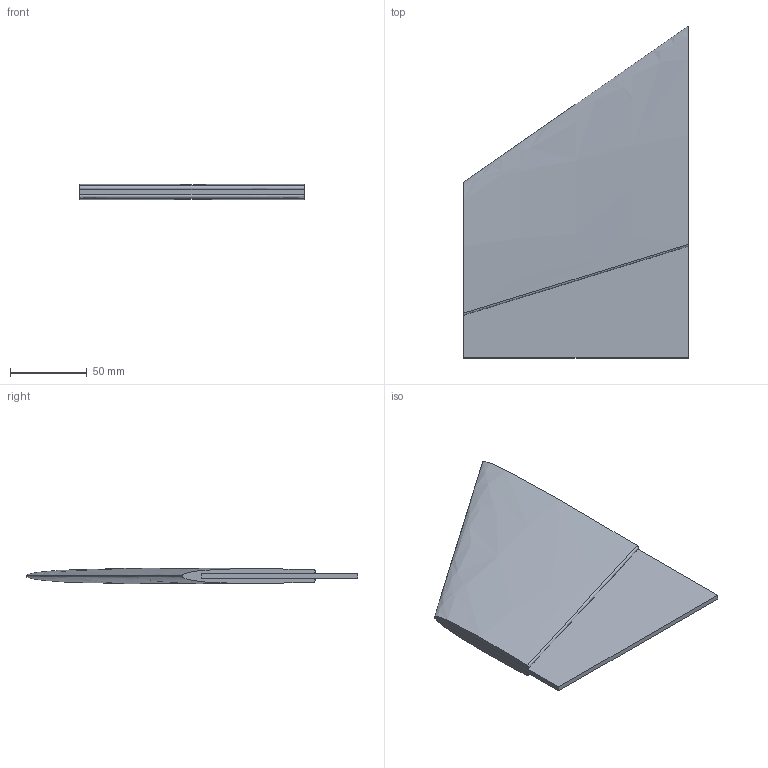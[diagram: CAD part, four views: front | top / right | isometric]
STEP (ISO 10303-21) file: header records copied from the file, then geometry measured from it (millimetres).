
FILE_DESCRIPTION (( 'STEP AP214' ), '1' );
FILE_NAME ('combinedFinMostCut.STEP', '2024-03-19T08:01:40', ( '' ), ( '' ), 'SwSTEP 2.0', 'SolidWorks 2023', '' );
FILE_SCHEMA (( 'AUTOMOTIVE_DESIGN' ));
Length unit declared in the file: millimetre
Products named in the file (3): combinedFinMostCut; FS_Basic_Fin; fullscale_fincovermostcut
Assembly tree (2 placements, depth 2):
  combinedFinMostCut
    FS_Basic_Fin
    fullscale_fincovermostcut
Bounding box: 146.05 x 215.9 x 10.15 mm (x, y, z)
Volume: 169176.9 mm3; surface area: 112602.3 mm2
Topology: 2 solids, 2 shells, 15 faces, 34 edges, 22 vertices
Faces by surface type: plane 11, bspline 4
Entity records: 1087 total; most frequent: CARTESIAN_POINT 705, ORIENTED_EDGE 66, DIRECTION 53, EDGE_CURVE 33, VERTEX_POINT 22, LINE 21, VECTOR 21, AXIS2_PLACEMENT_3D 16
